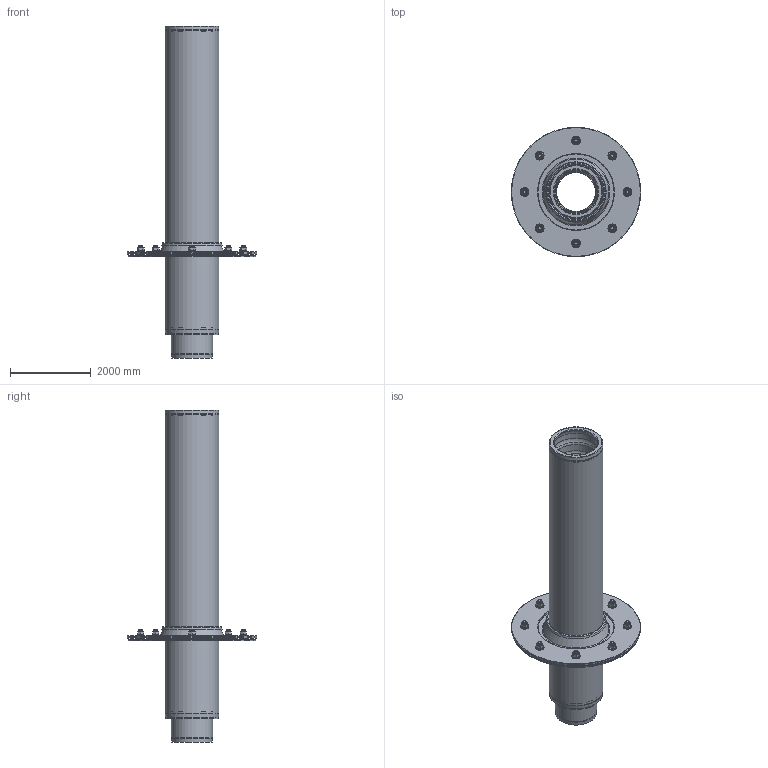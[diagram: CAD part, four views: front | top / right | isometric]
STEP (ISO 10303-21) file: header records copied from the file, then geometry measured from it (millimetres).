
FILE_DESCRIPTION(/* description */ (''),/* implementation_level */ '2;1');
FILE_NAME(/* name */ '21820.100X_3D.stp',/* time_stamp */ '2024-12-12T08:45:36+01:00',/* author */ ('CAD'),/* organization */ (''),/* preprocessor_version */ 'ST-DEVELOPER v20',/* originating_system */ 'AutoCAD Mechanical',/* authorisation */ '');
FILE_SCHEMA (('AUTOMOTIVE_DESIGN { 1 0 10303 214 3 1 1 }'));
Length unit declared in the file: centimetre
Products named in the file (2): Product; *S0
Assembly tree (1 placements, depth 2):
  Product
    *S0
Bounding box: 3200 x 3200 x 8200 mm (x, y, z)
Volume: 5331505211.6 mm3; surface area: 205898037.3 mm2
Topology: 24 solids, 24 shells, 490 faces, 1044 edges, 604 vertices
Faces by surface type: cone 308, plane 98, cylinder 44, torus 40
Full cylindrical faces by diameter (mm): 83.76 x8, 140 x8, 980 x1, 1020 x3, 1060 x1, 1090 x2, 1100 x2, 1140 x1, 1180 x3, 1210 x2, 1300 x4, 1310 x1, 1330 x2, 1380 x1, 1446 x1, 1450 x1, 1880 x1, 3150 x1, 3200 x1
Entity records: 13662 total; most frequent: CARTESIAN_POINT 2885, DIRECTION 2418, ORIENTED_EDGE 2088, EDGE_CURVE 1044, AXIS2_PLACEMENT_3D 1033, VERTEX_POINT 604, EDGE_LOOP 540, CIRCLE 540
